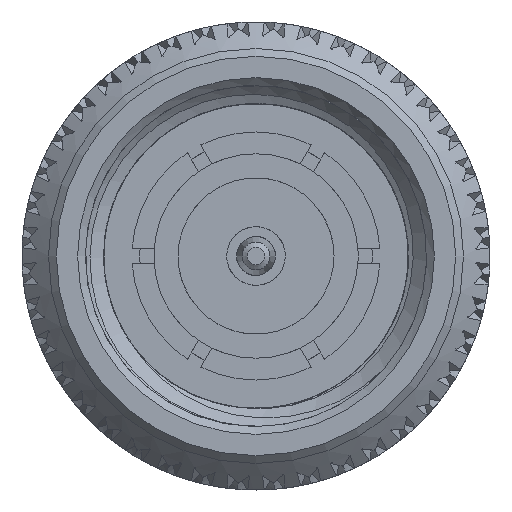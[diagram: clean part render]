
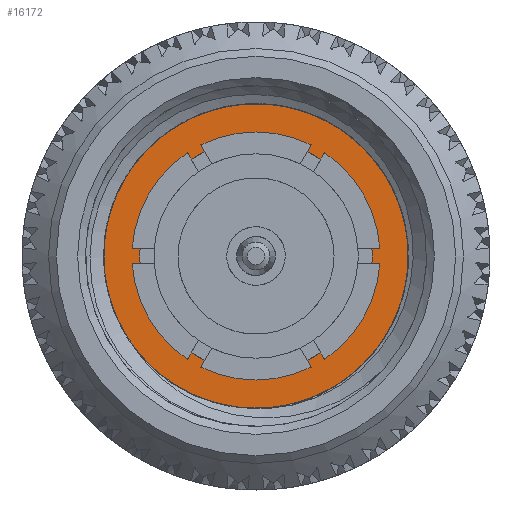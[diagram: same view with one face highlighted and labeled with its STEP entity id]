
A CAD part, left-side view. The second image highlights one B-rep face of the part: STEP entity #16172.
In plain terms, the highlighted planar face has unit normal (-1, 0, 0).
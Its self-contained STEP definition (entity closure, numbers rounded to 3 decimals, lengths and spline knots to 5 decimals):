
#1588 = AXIS2_PLACEMENT_3D ( 'NONE', #6963, #7457, #28065 ) ;
#3380 = DIRECTION ( 'NONE',  ( 0., 0., 1. ) ) ;
#3573 = EDGE_CURVE ( 'NONE', #98372, #78608, #69434, .T. ) ;
#3601 = CARTESIAN_POINT ( 'NONE',  ( 0.315, 0., 0. ) ) ;
#6166 = CARTESIAN_POINT ( 'NONE',  ( 0.315, -0.13757, -0.14502 ) ) ;
#6676 = CARTESIAN_POINT ( 'NONE',  ( 0.315, -0.08576, -0.1772 ) ) ;
#6963 = CARTESIAN_POINT ( 'NONE',  ( 0.315, 0., 0. ) ) ;
#7168 = CARTESIAN_POINT ( 'NONE',  ( 0.315, -0.12971, -0.15147 ) ) ;
#7457 = DIRECTION ( 'NONE',  ( 1., 0., 0. ) ) ;
#9690 = EDGE_CURVE ( 'NONE', #71356, #99140, #27978, .T. ) ;
#11030 = CIRCLE ( 'NONE', #84702, 0.21875 ) ;
#12879 = CIRCLE ( 'NONE', #1588, 0.149 ) ;
#13716 = CARTESIAN_POINT ( 'NONE',  ( 0.315, -0.17488, 0.12324 ) ) ;
#14715 = CARTESIAN_POINT ( 'NONE',  ( 0.315, -0.06646, -0.18391 ) ) ;
#15206 = CARTESIAN_POINT ( 'NONE',  ( 0.315, -0.1968, 0.07763 ) ) ;
#16172 = ADVANCED_FACE ( 'NONE', ( #23693, #30261 ), #91907, .T. ) ;
#16186 = VERTEX_POINT ( 'NONE', #88194 ) ;
#19219 = EDGE_LOOP ( 'NONE', ( #98888 ) ) ;
#21244 = CARTESIAN_POINT ( 'NONE',  ( 0.315, -0.20454, 0.04797 ) ) ;
#22723 = CARTESIAN_POINT ( 'NONE',  ( 0.315, -0.18775, -0.08136 ) ) ;
#23693 = FACE_BOUND ( 'NONE', #19219, .T. ) ;
#27978 = LINE ( 'NONE', #73669, #92081 ) ;
#28065 = DIRECTION ( 'NONE',  ( 0., 1., 0. ) ) ;
#28274 = CARTESIAN_POINT ( 'NONE',  ( 0.315, -0.18933, 0.09653 ) ) ;
#29782 = CARTESIAN_POINT ( 'NONE',  ( 0.315, -0.17788, -0.09907 ) ) ;
#30261 = FACE_OUTER_BOUND ( 'NONE', #86086, .T. ) ;
#34059 = ORIENTED_EDGE ( 'NONE', *, *, #96194, .T. ) ;
#34355 = CARTESIAN_POINT ( 'NONE',  ( 0.315, -0.06646, -0.18391 ) ) ;
#35353 = CARTESIAN_POINT ( 'NONE',  ( 0.315, -0.04518, -0.1916 ) ) ;
#36085 = AXIS2_PLACEMENT_3D ( 'NONE', #75431, #37277, #84383 ) ;
#36718 = CARTESIAN_POINT ( 'NONE',  ( 0.315, -0.06646, -0.18391 ) ) ;
#37277 = DIRECTION ( 'NONE',  ( -1., 0., 0. ) ) ;
#37795 = CARTESIAN_POINT ( 'NONE',  ( 0.315, -0.19988, 0.06777 ) ) ;
#38293 = CARTESIAN_POINT ( 'NONE',  ( 0.315, -0.07629, -0.18093 ) ) ;
#38796 = CARTESIAN_POINT ( 'NONE',  ( 0.315, -0.11106, 0.18848 ) ) ;
#40324 = DIRECTION ( 'NONE',  ( 1., 0., 0. ) ) ;
#44332 = CARTESIAN_POINT ( 'NONE',  ( 0.315, -0.15654, 0.14785 ) ) ;
#45348 = CARTESIAN_POINT ( 'NONE',  ( 0.315, -0.20791, 0.01776 ) ) ;
#45835 = CARTESIAN_POINT ( 'NONE',  ( 0.315, -0.16916, 0.13176 ) ) ;
#50383 = CARTESIAN_POINT ( 'NONE',  ( 0.315, -0.02262, -0.19555 ) ) ;
#53361 = CARTESIAN_POINT ( 'NONE',  ( 0.315, -0.20629, -0.02311 ) ) ;
#54794 = ORIENTED_EDGE ( 'NONE', *, *, #3573, .T. ) ;
#55209 = ORIENTED_EDGE ( 'NONE', *, *, #65023, .F. ) ;
#55343 = CARTESIAN_POINT ( 'NONE',  ( 0.315, -0.12779, 0.17637 ) ) ;
#59898 = CARTESIAN_POINT ( 'NONE',  ( 0.315, -0.14972, 0.15536 ) ) ;
#63355 = CARTESIAN_POINT ( 'NONE',  ( 0.315, -0.0929, 0.19804 ) ) ;
#65023 = EDGE_CURVE ( 'NONE', #71356, #78608, #11030, .T. ) ;
#67430 = CARTESIAN_POINT ( 'NONE',  ( 0.315, -0.15227, -0.13097 ) ) ;
#68426 = CARTESIAN_POINT ( 'NONE',  ( 0.315, -0.18495, 0.10566 ) ) ;
#69434 = B_SPLINE_CURVE_WITH_KNOTS ( 'NONE', 3,
 ( #14715, #38293, #6676, #74955, #75455, #7168, #6166, #67430, #97960, #29782, #22723, #98963, #53361, #97454, #45348, #83910, #21244, #37795, #15206, #28274, #68426, #13716, #45835, #44332, #59898, #55343, #38796, #63355 ),
 .UNSPECIFIED., .F., .F.,
 ( 4, 2, 2, 2, 2, 2, 2, 2, 2, 2, 2, 2, 2, 4 ),
 ( 0., 0.00077, 0.00155, 0.00232, 0.0031, 0.00464, 0.00619, 0.00697, 0.00774, 0.00852, 0.00929, 0.01006, 0.01084, 0.01239 ),
 .UNSPECIFIED. ) ;
#71356 = VERTEX_POINT ( 'NONE', #77754 ) ;
#71914 = DIRECTION ( 'NONE',  ( 0., -1., 0. ) ) ;
#73497 = CARTESIAN_POINT ( 'NONE',  ( 0.315, 0., -0.19555 ) ) ;
#73669 = CARTESIAN_POINT ( 'NONE',  ( 0.315, 0., 0. ) ) ;
#74955 = CARTESIAN_POINT ( 'NONE',  ( 0.315, -0.10405, -0.16834 ) ) ;
#75431 = CARTESIAN_POINT ( 'NONE',  ( 0.315, 0., 0. ) ) ;
#75455 = CARTESIAN_POINT ( 'NONE',  ( 0.315, -0.11289, -0.16317 ) ) ;
#77754 = CARTESIAN_POINT ( 'NONE',  ( 0.315, 0., -0.21875 ) ) ;
#78608 = VERTEX_POINT ( 'NONE', #84343 ) ;
#80251 = CARTESIAN_POINT ( 'NONE',  ( 0.315, 0., -0.19555 ) ) ;
#83910 = CARTESIAN_POINT ( 'NONE',  ( 0.315, -0.20615, 0.03797 ) ) ;
#84343 = CARTESIAN_POINT ( 'NONE',  ( 0.315, -0.0929, 0.19804 ) ) ;
#84383 = DIRECTION ( 'NONE',  ( 0., -1., 0. ) ) ;
#84630 = ORIENTED_EDGE ( 'NONE', *, *, #9690, .T. ) ;
#84702 = AXIS2_PLACEMENT_3D ( 'NONE', #3601, #40324, #71914 ) ;
#86086 = EDGE_LOOP ( 'NONE', ( #55209, #84630, #34059, #54794 ) ) ;
#88194 = CARTESIAN_POINT ( 'NONE',  ( 0.315, 0.149, 0. ) ) ;
#91907 = PLANE ( 'NONE',  #36085 ) ;
#92081 = VECTOR ( 'NONE', #3380, 39.37008 ) ;
#93003 = B_SPLINE_CURVE_WITH_KNOTS ( 'NONE', 3,
 ( #73497, #50383, #35353, #34355 ),
 .UNSPECIFIED., .F., .F.,
 ( 4, 4 ),
 ( 0., 0.00172 ),
 .UNSPECIFIED. ) ;
#94064 = EDGE_CURVE ( 'NONE', #16186, #16186, #12879, .T. ) ;
#96194 = EDGE_CURVE ( 'NONE', #99140, #98372, #93003, .T. ) ;
#97454 = CARTESIAN_POINT ( 'NONE',  ( 0.315, -0.20807, 0.00748 ) ) ;
#97960 = CARTESIAN_POINT ( 'NONE',  ( 0.315, -0.15915, -0.12333 ) ) ;
#98372 = VERTEX_POINT ( 'NONE', #36718 ) ;
#98888 = ORIENTED_EDGE ( 'NONE', *, *, #94064, .T. ) ;
#98963 = CARTESIAN_POINT ( 'NONE',  ( 0.315, -0.20212, -0.04292 ) ) ;
#99140 = VERTEX_POINT ( 'NONE', #80251 ) ;
